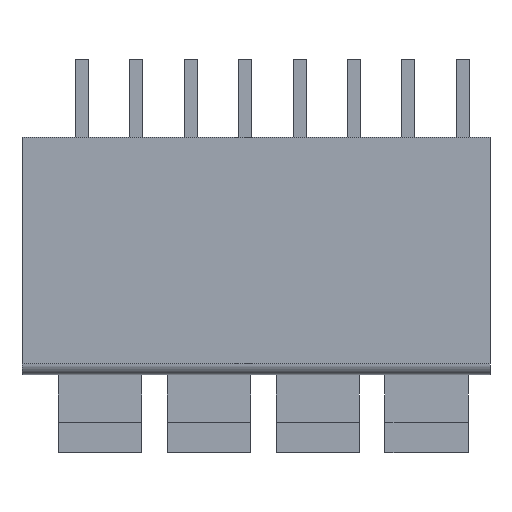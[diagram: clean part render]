
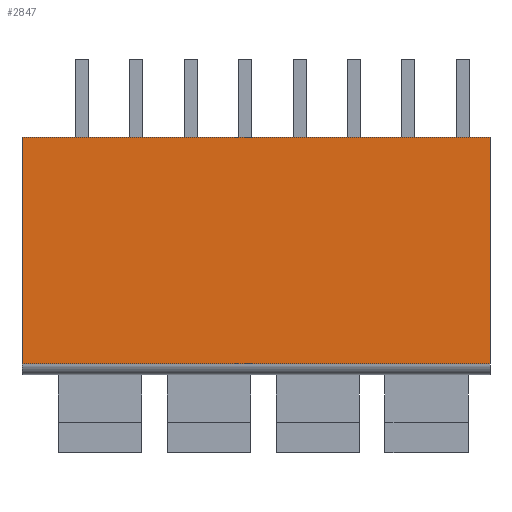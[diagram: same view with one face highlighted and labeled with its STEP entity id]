
A CAD part, left-side view. The second image highlights one B-rep face of the part: STEP entity #2847.
In plain terms, the highlighted planar face has unit normal (-1, 0, 0).
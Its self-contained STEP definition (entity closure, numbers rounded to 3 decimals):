
#32=DIRECTION('',(0.,0.,1.));
#33=VECTOR('',#32,10.4);
#34=CARTESIAN_POINT('',(-7.5,-18.75,-4.95));
#35=LINE('',#34,#33);
#69=DIRECTION('',(0.,1.,0.));
#70=VECTOR('',#69,21.5);
#71=CARTESIAN_POINT('',(-7.5,-18.75,5.45));
#72=LINE('',#71,#70);
#201=DIRECTION('',(0.,1.,0.));
#202=VECTOR('',#201,21.5);
#203=CARTESIAN_POINT('',(-7.5,-18.75,-4.95));
#204=LINE('',#203,#202);
#539=DIRECTION('',(0.,0.,1.));
#540=VECTOR('',#539,10.4);
#541=CARTESIAN_POINT('',(-7.5,2.75,-4.95));
#542=LINE('',#541,#540);
#2131=CARTESIAN_POINT('',(-7.5,-18.75,5.45));
#2133=VERTEX_POINT('',#2131);
#2147=CARTESIAN_POINT('',(-7.5,-18.75,-4.95));
#2149=VERTEX_POINT('',#2147);
#2169=CARTESIAN_POINT('',(-7.5,2.75,
-4.95));
#2170=VERTEX_POINT('',#2169);
#2171=CARTESIAN_POINT('',(-7.5,2.75,5.45));
#2172=VERTEX_POINT('',#2171);
#2834=CARTESIAN_POINT('',(-7.5,-18.75,-5.45));
#2835=DIRECTION('',(-1.,0.,0.));
#2836=DIRECTION('',(0.,0.,1.));
#2837=AXIS2_PLACEMENT_3D('',#2834,#2835,#2836);
#2838=PLANE('',#2837);
#2840=ORIENTED_EDGE('',*,*,#2839,.T.);
#2842=ORIENTED_EDGE('',*,*,#2841,.T.);
#2843=ORIENTED_EDGE('',*,*,#2745,.F.);
#2844=ORIENTED_EDGE('',*,*,#2670,.F.);
#2845=EDGE_LOOP('',(#2840,#2842,#2843,#2844));
#2846=FACE_OUTER_BOUND('',#2845,.F.);
#2847=ADVANCED_FACE('',(#2846),#2838,.T.);
#2670=EDGE_CURVE('',#2149,#2133,#35,.T.);
#2745=EDGE_CURVE('',#2133,#2172,#72,.T.);
#2839=EDGE_CURVE('',#2149,#2170,#204,.T.);
#2841=EDGE_CURVE('',#2170,#2172,#542,.T.);
